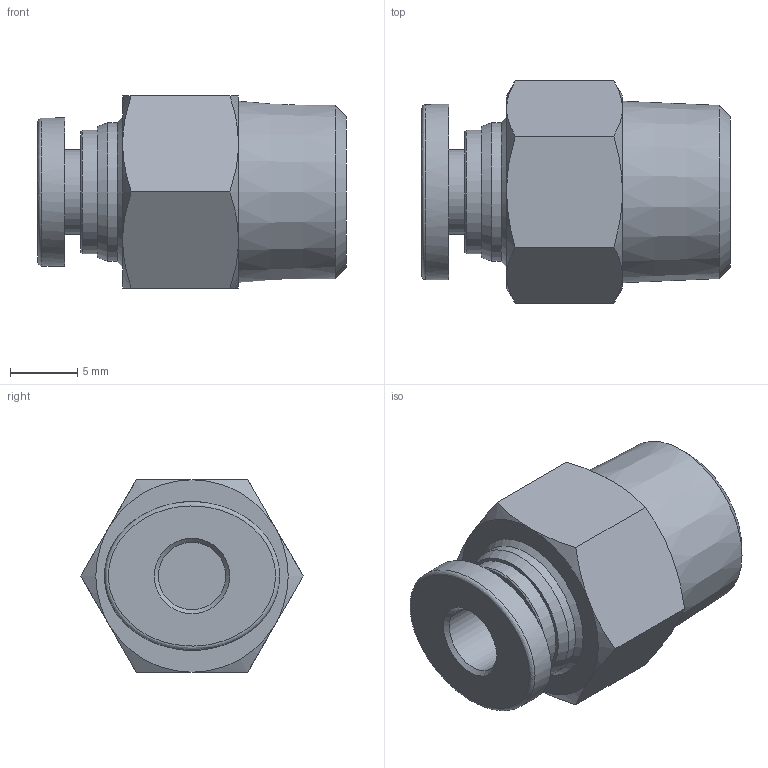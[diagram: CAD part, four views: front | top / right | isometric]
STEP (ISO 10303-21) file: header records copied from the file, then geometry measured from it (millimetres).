
FILE_DESCRIPTION((''),'2;1');
FILE_NAME('PC 3_16-N02U.stp','2016-10-12T09:48:11',('Administrator'),(''),'Autodesk Inventor 2013','Autodesk Inventor 2013','');
FILE_SCHEMA(('CONFIG_CONTROL_DESIGN'));
Length unit declared in the file: millimetre
Products named in the file (3): PC 3_16-N02U; NC 3_16-NPT1_4 BODY; SLEEVE N3_16C
Assembly tree (2 placements, depth 2):
  PC 3_16-N02U
    NC 3_16-NPT1_4 BODY
    SLEEVE N3_16C
Bounding box: 22.9 x 16.5 x 14.29 mm (x, y, z)
Volume: 2750.3 mm3; surface area: 1751.8 mm2
Topology: 2 solids, 2 shells, 40 faces, 75 edges, 44 vertices
Faces by surface type: cone 18, plane 15, cylinder 5, bspline 2
Full cylindrical faces by diameter (mm): 5 x2, 6.3 x1, 9.2 x1, 10.3 x1
Entity records: 1103 total; most frequent: CARTESIAN_POINT 326, DIRECTION 154, ORIENTED_EDGE 126, AXIS2_PLACEMENT_3D 74, EDGE_CURVE 63, EDGE_LOOP 59, VERTEX_POINT 44, FACE_OUTER_BOUND 40
